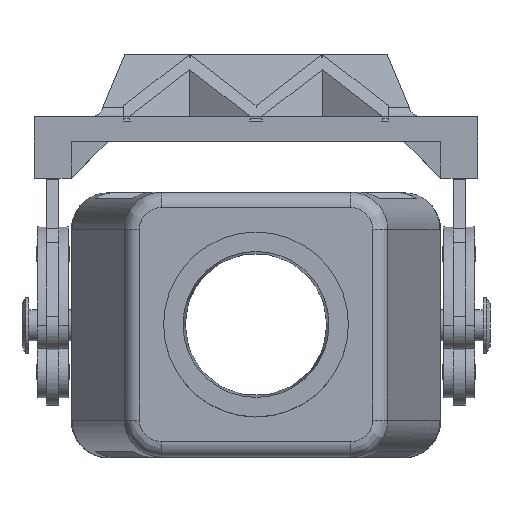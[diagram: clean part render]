
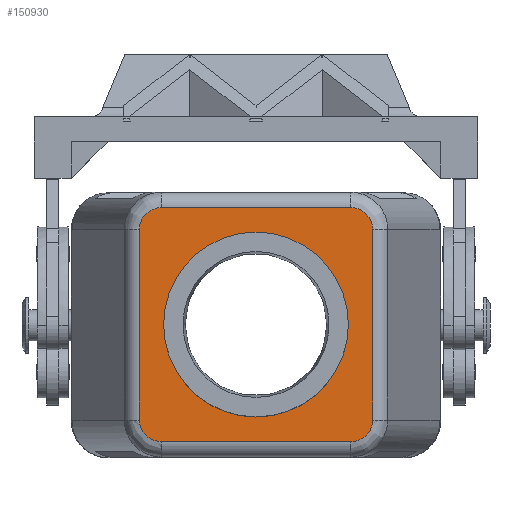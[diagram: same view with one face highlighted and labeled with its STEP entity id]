
A CAD part, top view. The second image highlights one B-rep face of the part: STEP entity #150930.
In plain terms, the highlighted planar face has unit normal (0, 0, 1).
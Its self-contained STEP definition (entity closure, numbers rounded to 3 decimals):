
#1700=CARTESIAN_POINT('',(-15.373,-19.,75.5));
#1710=VERTEX_POINT('',#1700);
#1740=CARTESIAN_POINT('',(15.373,-19.,75.5));
#1750=DIRECTION('',(-1.,0.,0.));
#1760=VECTOR('',#1750,1.);
#1770=LINE('',#1740,#1760);
#1780=CARTESIAN_POINT('',(15.373,-19.,75.5));
#1790=VERTEX_POINT('',#1780);
#1800=EDGE_CURVE('',#1790,#1710,#1770,.T.);
#2370=CARTESIAN_POINT('',(15.373,19.,75.5));
#2380=VERTEX_POINT('',#2370);
#2410=CARTESIAN_POINT('',(-15.373,19.,75.5));
#2420=DIRECTION('',(1.,0.,0.));
#2430=VECTOR('',#2420,1.);
#2440=LINE('',#2410,#2430);
#2450=CARTESIAN_POINT('',(-15.373,19.,75.5));
#2460=VERTEX_POINT('',#2450);
#2470=EDGE_CURVE('',#2460,#2380,#2440,.T.);
#4160=CARTESIAN_POINT('',(-18.937,15.5,75.5));
#4170=VERTEX_POINT('',#4160);
#4200=CARTESIAN_POINT('',(-18.937,-15.5,75.5));
#4210=DIRECTION('',(0.,1.,0.));
#4220=VECTOR('',#4210,1.);
#4230=LINE('',#4200,#4220);
#4240=CARTESIAN_POINT('',(-18.937,-15.5,75.5));
#4250=VERTEX_POINT('',#4240);
#4260=EDGE_CURVE('',#4250,#4170,#4230,.T.);
#5830=CARTESIAN_POINT('',(18.937,-15.5,75.5));
#5840=VERTEX_POINT('',#5830);
#5870=CARTESIAN_POINT('',(18.937,15.5,75.5));
#5880=DIRECTION('',(0.,-1.,0.));
#5890=VECTOR('',#5880,1.);
#5900=LINE('',#5870,#5890);
#5910=CARTESIAN_POINT('',(18.937,15.5,75.5));
#5920=VERTEX_POINT('',#5910);
#5930=EDGE_CURVE('',#5920,#5840,#5900,.T.);
#57210=CARTESIAN_POINT('',(15.,0.,75.5));
#57220=VERTEX_POINT('',#57210);
#57420=CARTESIAN_POINT('',(-15.,0.,75.5));
#57430=VERTEX_POINT('',#57420);
#57460=CARTESIAN_POINT('',(0.,0.,
75.5));
#57470=DIRECTION('',(0.,0.,1.));
#57480=DIRECTION('',(1.,0.,0.));
#57490=AXIS2_PLACEMENT_3D('',#57460,#57470,#57480);
#57500=CIRCLE('',#57490,15.);
#57510=CARTESIAN_POINT('',(0.,15.,75.5));
#57520=VERTEX_POINT('',#57510);
#57530=EDGE_CURVE('',#57520,#57430,#57500,.T.);
#57550=EDGE_CURVE('',#57220,#57520,#57500,.T.);
#74370=CARTESIAN_POINT('',(15.373,19.,75.5));
#74380=CARTESIAN_POINT('',(18.937,19.,75.5));
#74390=CARTESIAN_POINT('',(18.937,15.5,75.5));
#74400=(BOUNDED_CURVE() B_SPLINE_CURVE(2,(#74370,#74380,#74390),
.UNSPECIFIED.,.F.,.F.) B_SPLINE_CURVE_WITH_KNOTS((3,3),(0.,1.),
.UNSPECIFIED.) CURVE() GEOMETRIC_REPRESENTATION_ITEM() 
RATIONAL_B_SPLINE_CURVE((1.,0.707,1.)) REPRESENTATION_ITEM(
''));
#74410=EDGE_CURVE('',#2380,#5920,#74400,.T.);
#132330=CARTESIAN_POINT('',(18.937,-15.5,75.5));
#132340=CARTESIAN_POINT('',(18.937,-19.,75.5));
#132350=CARTESIAN_POINT('',(15.373,-19.,75.5));
#132360=(BOUNDED_CURVE() B_SPLINE_CURVE(2,(#132330,#132340,#132350),
.UNSPECIFIED.,.F.,.F.) B_SPLINE_CURVE_WITH_KNOTS((3,3),(0.,1.),
.UNSPECIFIED.) CURVE() GEOMETRIC_REPRESENTATION_ITEM() 
RATIONAL_B_SPLINE_CURVE((1.,0.707,1.)) REPRESENTATION_ITEM(
''));
#132370=EDGE_CURVE('',#5840,#1790,#132360,.T.);
#143080=CARTESIAN_POINT('',(-15.373,-19.,75.5));
#143090=CARTESIAN_POINT('',(-18.937,-19.,75.5));
#143100=CARTESIAN_POINT('',(-18.937,-15.5,75.5));
#143110=(BOUNDED_CURVE() B_SPLINE_CURVE(2,(#143080,#143090,#143100),
.UNSPECIFIED.,.F.,.F.) B_SPLINE_CURVE_WITH_KNOTS((3,3),(0.,1.),
.UNSPECIFIED.) CURVE() GEOMETRIC_REPRESENTATION_ITEM() 
RATIONAL_B_SPLINE_CURVE((1.,0.707,1.)) REPRESENTATION_ITEM(
''));
#143120=EDGE_CURVE('',#1710,#4250,#143110,.T.);
#150670=CARTESIAN_POINT('',(-22.725,-22.8,75.5));
#150680=DIRECTION('',(0.,0.,1.));
#150690=DIRECTION('',(1.,0.,-0.));
#150700=AXIS2_PLACEMENT_3D('',#150670,#150680,#150690);
#150710=PLANE('',#150700);
#150720=ORIENTED_EDGE('',*,*,#5930,.F.);
#150730=ORIENTED_EDGE('',*,*,#132370,.F.);
#150740=ORIENTED_EDGE('',*,*,#1800,.F.);
#150750=ORIENTED_EDGE('',*,*,#143120,.F.);
#150760=ORIENTED_EDGE('',*,*,#4260,.F.);
#150770=CARTESIAN_POINT('',(-18.937,15.5,75.5));
#150780=CARTESIAN_POINT('',(-18.937,19.,75.5));
#150790=CARTESIAN_POINT('',(-15.373,19.,75.5));
#150800=(BOUNDED_CURVE() B_SPLINE_CURVE(2,(#150770,#150780,#150790),
.UNSPECIFIED.,.F.,.F.) B_SPLINE_CURVE_WITH_KNOTS((3,3),(0.,1.),
.UNSPECIFIED.) CURVE() GEOMETRIC_REPRESENTATION_ITEM() 
RATIONAL_B_SPLINE_CURVE((1.,0.707,1.)) REPRESENTATION_ITEM(
''));
#150810=EDGE_CURVE('',#4170,#2460,#150800,.T.);
#150820=ORIENTED_EDGE('',*,*,#150810,.F.);
#150830=ORIENTED_EDGE('',*,*,#2470,.F.);
#150840=ORIENTED_EDGE('',*,*,#74410,.F.);
#150850=EDGE_LOOP('',(#150840,#150830,#150820,#150760,#150750,#150740,
#150730,#150720));
#150860=FACE_OUTER_BOUND('',#150850,.T.);
#150870=ORIENTED_EDGE('',*,*,#57530,.F.);
#150880=EDGE_CURVE('',#57430,#57220,#57500,.T.);
#150890=ORIENTED_EDGE('',*,*,#150880,.F.);
#150900=ORIENTED_EDGE('',*,*,#57550,.F.);
#150910=EDGE_LOOP('',(#150900,#150890,#150870));
#150920=FACE_BOUND('',#150910,.T.);
#150930=ADVANCED_FACE('',(#150860,#150920),#150710,.T.);
